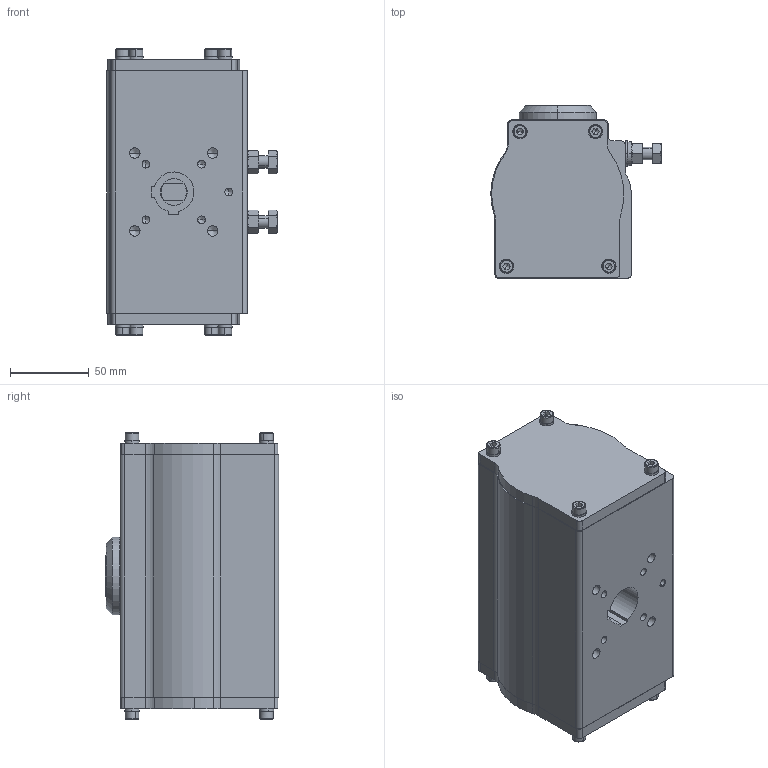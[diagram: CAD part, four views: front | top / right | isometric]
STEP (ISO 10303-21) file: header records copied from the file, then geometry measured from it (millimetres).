
FILE_DESCRIPTION (( 'STEP AP214' ), '1' );
FILE_NAME ('F89E-006-DA.STP', '2016-11-17T09:42:55', ( '' ), ( '' ), 'SwSTEP 2.0', 'SolidWorks 2014', '' );
FILE_SCHEMA (( 'AUTOMOTIVE_DESIGN' ));
Length unit declared in the file: millimetre
Products named in the file (1): F89E-006-DA
Bounding box: 108.17 x 110.25 x 181.84 mm (x, y, z)
Volume: 1377757.5 mm3; surface area: 97005.6 mm2
Topology: 2 solids, 2 shells, 476 faces, 1236 edges, 748 vertices
Faces by surface type: plane 175, cylinder 160, cone 110, bspline 31
Entity records: 20482 total; most frequent: CARTESIAN_POINT 4124, ORIENTED_EDGE 2348, DIRECTION 2304, EDGE_CURVE 1174, AXIS2_PLACEMENT_3D 896, VERTEX_POINT 748, EDGE_LOOP 528, VECTOR 512
